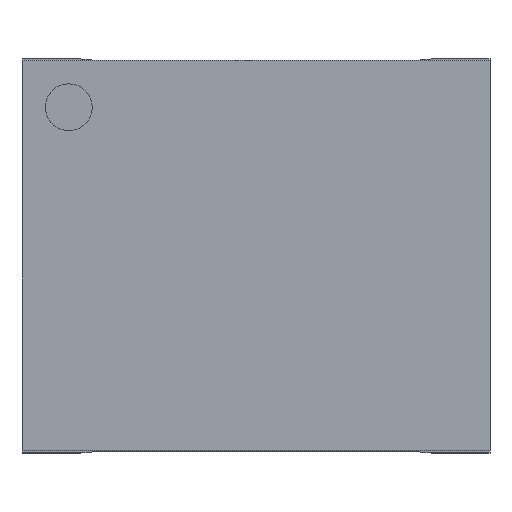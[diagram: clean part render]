
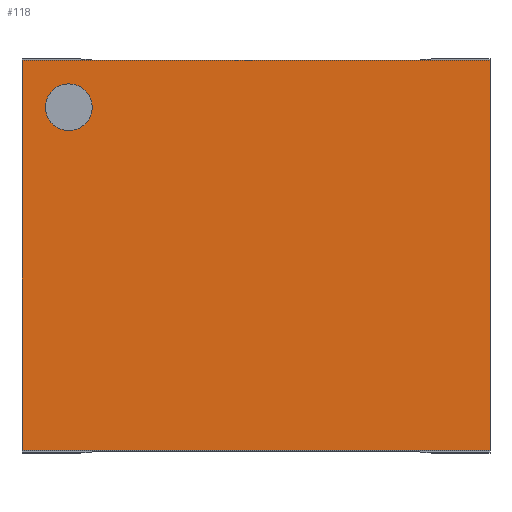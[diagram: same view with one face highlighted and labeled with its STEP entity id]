
A CAD part, top view. The second image highlights one B-rep face of the part: STEP entity #118.
In plain terms, the highlighted planar face has unit normal (0, 0, 1).
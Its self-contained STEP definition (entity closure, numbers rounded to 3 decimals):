
#13=DIRECTION('',(0.,0.,1.));
#24=VERTEX_POINT('',#25);
#25=CARTESIAN_POINT('',(-0.6,-0.5,0.9));
#46=VECTOR('',#47,1.);
#47=DIRECTION('',(0.,1.,0.));
#61=VERTEX_POINT('',#62);
#62=CARTESIAN_POINT('',(-0.6,0.5,0.9));
#65=ORIENTED_EDGE('',*,*,#66,.F.);
#66=EDGE_CURVE('',#24,#61,#67,.T.);
#67=LINE('',#25,#46);
#70=DIRECTION('',(1.,0.,0.));
#81=VECTOR('',#70,1.);
#94=ORIENTED_EDGE('',*,*,#95,.T.);
#95=EDGE_CURVE('',#24,#96,#98,.T.);
#96=VERTEX_POINT('',#97);
#97=CARTESIAN_POINT('',(0.6,-0.5,0.9));
#98=LINE('',#25,#81);
#118=ADVANCED_FACE('',(#119,#129),#138,.T.);
#119=FACE_BOUND('',#120,.T.);
#120=EDGE_LOOP('',(#65,#94,#121,#126));
#121=ORIENTED_EDGE('',*,*,#122,.T.);
#122=EDGE_CURVE('',#96,#123,#125,.T.);
#123=VERTEX_POINT('',#124);
#124=CARTESIAN_POINT('',(0.6,0.5,0.9));
#125=LINE('',#97,#46);
#126=ORIENTED_EDGE('',*,*,#127,.F.);
#127=EDGE_CURVE('',#61,#123,#128,.T.);
#128=LINE('',#62,#81);
#129=FACE_BOUND('',#130,.T.);
#130=EDGE_LOOP('',(#131));
#131=ORIENTED_EDGE('',*,*,#132,.F.);
#132=EDGE_CURVE('',#133,#133,#135,.T.);
#133=VERTEX_POINT('',#134);
#134=CARTESIAN_POINT('',(-0.42,0.38,0.9));
#135=CIRCLE('',#136,0.06);
#136=AXIS2_PLACEMENT_3D('',#137,#13,#70);
#137=CARTESIAN_POINT('',(-0.48,0.38,0.9));
#138=PLANE('',#139);
#139=AXIS2_PLACEMENT_3D('',#25,#13,#70);
